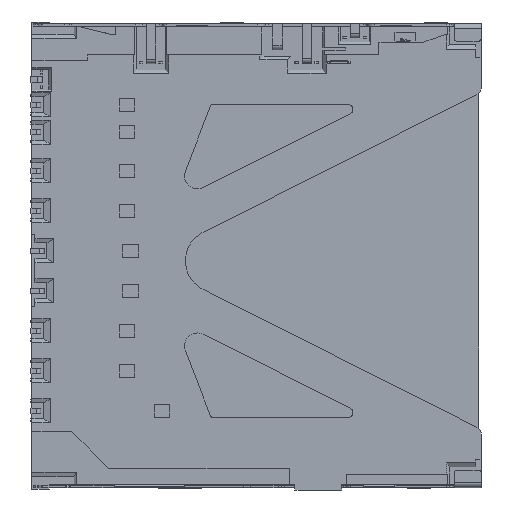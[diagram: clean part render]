
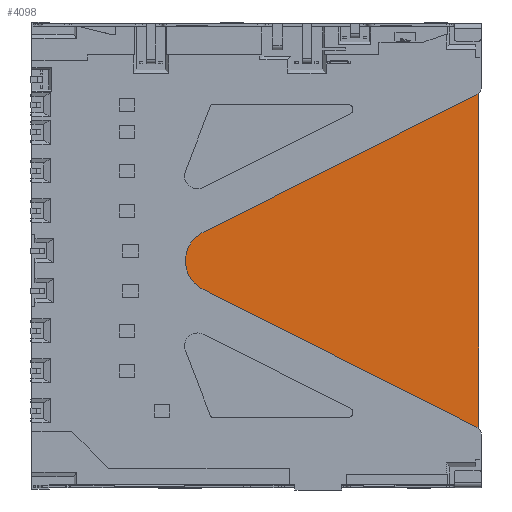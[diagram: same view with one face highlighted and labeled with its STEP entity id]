
A CAD part, front view. The second image highlights one B-rep face of the part: STEP entity #4098.
In plain terms, the highlighted planar face has unit normal (0, -1, 0).
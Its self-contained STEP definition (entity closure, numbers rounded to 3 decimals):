
#1081 = AXIS2_PLACEMENT_3D ( 'NONE', #3300, #30964, #16023 ) ;
#1263 = CARTESIAN_POINT ( 'NONE',  ( 27.78, 0.2, -25.106 ) ) ;
#1431 = CARTESIAN_POINT ( 'NONE',  ( 27.95, 0.2, -2.555 ) ) ;
#1687 = EDGE_LOOP ( 'NONE', ( #5249, #31568, #5603, #24415, #14171, #8923 ) ) ;
#2840 = VERTEX_POINT ( 'NONE', #19470 ) ;
#3300 = CARTESIAN_POINT ( 'NONE',  ( 0., 0.2, 0. ) ) ;
#3908 = DIRECTION ( 'NONE',  ( 0., 0., 1. ) ) ;
#4098 = ADVANCED_FACE ( 'NONE', ( #16979 ), #28443, .F. ) ;
#4182 = VERTEX_POINT ( 'NONE', #8753 ) ;
#5249 = ORIENTED_EDGE ( 'NONE', *, *, #9654, .F. ) ;
#5533 = CARTESIAN_POINT ( 'NONE',  ( 27.95, 0.2, -3.99 ) ) ;
#5603 = ORIENTED_EDGE ( 'NONE', *, *, #15634, .F. ) ;
#5654 = CARTESIAN_POINT ( 'NONE',  ( 27.911, 0.2, -25.199 ) ) ;
#8613 = DIRECTION ( 'NONE',  ( 0.894, 0., 0.449 ) ) ;
#8753 = CARTESIAN_POINT ( 'NONE',  ( 10.657, 0.2, -16.507 ) ) ;
#8923 = ORIENTED_EDGE ( 'NONE', *, *, #24334, .F. ) ;
#9268 = EDGE_CURVE ( 'NONE', #2840, #30449, #22541, .T. ) ;
#9338 = VERTEX_POINT ( 'NONE', #19392 ) ;
#9654 = EDGE_CURVE ( 'NONE', #2840, #23057, #27300, .T. ) ;
#10678 = CARTESIAN_POINT ( 'NONE',  ( 27.852, 0.2, -25.142 ) ) ;
#12688 = CARTESIAN_POINT ( 'NONE',  ( 10.657, 0.2, -12.753 ) ) ;
#13136 = DIRECTION ( 'NONE',  ( -0.894, 0., 0.449 ) ) ;
#13248 =( BOUNDED_CURVE ( )  B_SPLINE_CURVE ( 3, ( #25357, #30461, #20545, #5533 ),
 .UNSPECIFIED., .F., .F. ) 
 B_SPLINE_CURVE_WITH_KNOTS ( ( 4, 4 ),
 ( 0., 1. ),
 .UNSPECIFIED. ) 
 CURVE ( )  GEOMETRIC_REPRESENTATION_ITEM ( )  RATIONAL_B_SPLINE_CURVE ( ( 1., 0.97, 0.97, 1. ) ) 
 REPRESENTATION_ITEM ( '' )  );
#13590 = CARTESIAN_POINT ( 'NONE',  ( 10.657, 0.2, -12.753 ) ) ;
#14171 = ORIENTED_EDGE ( 'NONE', *, *, #31074, .F. ) ;
#15634 = EDGE_CURVE ( 'NONE', #9338, #30449, #13248, .T. ) ;
#16023 = DIRECTION ( 'NONE',  ( 0., 0., 1. ) ) ;
#16108 = CARTESIAN_POINT ( 'NONE',  ( 10.657, 0.2, -12.753 ) ) ;
#16979 = FACE_OUTER_BOUND ( 'NONE', #1687, .T. ) ;
#17495 = VECTOR ( 'NONE', #3908, 1000. ) ;
#19322 = VERTEX_POINT ( 'NONE', #13590 ) ;
#19392 = CARTESIAN_POINT ( 'NONE',  ( 27.78, 0.2, -4.154 ) ) ;
#19470 = CARTESIAN_POINT ( 'NONE',  ( 27.95, 0.2, -25.27 ) ) ;
#20131 = CARTESIAN_POINT ( 'NONE',  ( 8.89, 0.2, -15.619 ) ) ;
#20545 = CARTESIAN_POINT ( 'NONE',  ( 27.911, 0.2, -4.061 ) ) ;
#22541 = LINE ( 'NONE', #1431, #17495 ) ;
#22546 = CARTESIAN_POINT ( 'NONE',  ( 10.657, 0.2, -16.507 ) ) ;
#23057 = VERTEX_POINT ( 'NONE', #1263 ) ;
#23167 = CARTESIAN_POINT ( 'NONE',  ( 27.95, 0.2, -25.27 ) ) ;
#23178 = VECTOR ( 'NONE', #8613, 1000. ) ;
#24334 = EDGE_CURVE ( 'NONE', #23057, #4182, #27175, .T. ) ;
#24415 = ORIENTED_EDGE ( 'NONE', *, *, #32232, .F. ) ;
#25357 = CARTESIAN_POINT ( 'NONE',  ( 27.78, 0.2, -4.154 ) ) ;
#25607 = CARTESIAN_POINT ( 'NONE',  ( 27.78, 0.2, -25.106 ) ) ;
#27175 = LINE ( 'NONE', #25607, #31445 ) ;
#27262 = CARTESIAN_POINT ( 'NONE',  ( 27.95, 0.2, -3.99 ) ) ;
#27300 =( BOUNDED_CURVE ( )  B_SPLINE_CURVE ( 3, ( #23167, #5654, #10678, #28158 ),
 .UNSPECIFIED., .F., .F. ) 
 B_SPLINE_CURVE_WITH_KNOTS ( ( 4, 4 ),
 ( 0., 1. ),
 .UNSPECIFIED. ) 
 CURVE ( )  GEOMETRIC_REPRESENTATION_ITEM ( )  RATIONAL_B_SPLINE_CURVE ( ( 1., 0.97, 0.97, 1. ) ) 
 REPRESENTATION_ITEM ( '' )  );
#27652 = CARTESIAN_POINT ( 'NONE',  ( 8.89, 0.2, -13.641 ) ) ;
#27880 =( BOUNDED_CURVE ( )  B_SPLINE_CURVE ( 3, ( #22546, #20131, #27652, #12688 ),
 .UNSPECIFIED., .F., .F. ) 
 B_SPLINE_CURVE_WITH_KNOTS ( ( 4, 4 ),
 ( 0., 1. ),
 .UNSPECIFIED. ) 
 CURVE ( )  GEOMETRIC_REPRESENTATION_ITEM ( )  RATIONAL_B_SPLINE_CURVE ( ( 1., 0.633, 0.633, 1. ) ) 
 REPRESENTATION_ITEM ( '' )  );
#28158 = CARTESIAN_POINT ( 'NONE',  ( 27.78, 0.2, -25.106 ) ) ;
#28443 = PLANE ( 'NONE',  #1081 ) ;
#29802 = LINE ( 'NONE', #16108, #23178 ) ;
#30449 = VERTEX_POINT ( 'NONE', #27262 ) ;
#30461 = CARTESIAN_POINT ( 'NONE',  ( 27.852, 0.2, -4.118 ) ) ;
#30964 = DIRECTION ( 'NONE',  ( 0., 1., 0. ) ) ;
#31074 = EDGE_CURVE ( 'NONE', #4182, #19322, #27880, .T. ) ;
#31445 = VECTOR ( 'NONE', #13136, 1000. ) ;
#31568 = ORIENTED_EDGE ( 'NONE', *, *, #9268, .T. ) ;
#32232 = EDGE_CURVE ( 'NONE', #19322, #9338, #29802, .T. ) ;
